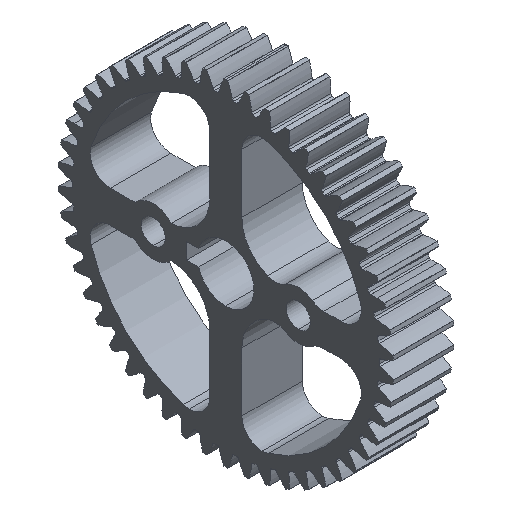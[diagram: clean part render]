
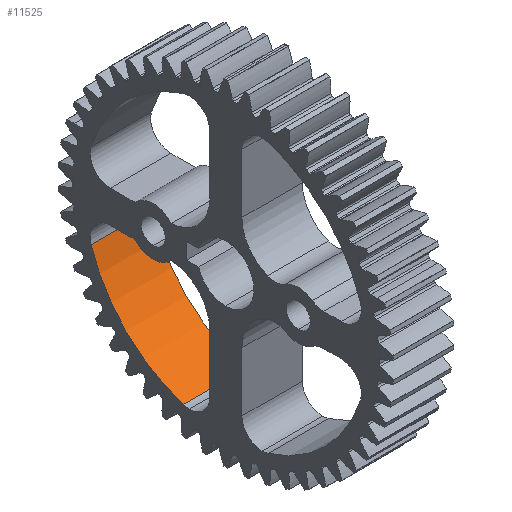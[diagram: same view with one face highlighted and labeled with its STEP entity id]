
A CAD part, isometric view. The second image highlights one B-rep face of the part: STEP entity #11525.
In plain terms, the highlighted cylindrical face has radius 17.499 mm (diameter 34.998 mm), a partial arc.
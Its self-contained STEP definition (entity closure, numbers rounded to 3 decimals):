
#189 = DIRECTION ( 'NONE',  ( 1., 0., 0. ) ) ;
#757 = VERTEX_POINT ( 'NONE', #1829 ) ;
#861 = FACE_OUTER_BOUND ( 'NONE', #5058, .T. ) ;
#1243 = ORIENTED_EDGE ( 'NONE', *, *, #5554, .T. ) ;
#1530 = AXIS2_PLACEMENT_3D ( 'NONE', #11892, #10505, #6536 ) ;
#1607 = CARTESIAN_POINT ( 'NONE',  ( 0., 5.25, -16.693 ) ) ;
#1829 = CARTESIAN_POINT ( 'NONE',  ( 0., 5.25, -16.693 ) ) ;
#2171 = DIRECTION ( 'NONE',  ( 1., 0., 0. ) ) ;
#3496 = VERTEX_POINT ( 'NONE', #15041 ) ;
#4596 = VERTEX_POINT ( 'NONE', #12965 ) ;
#4822 = ORIENTED_EDGE ( 'NONE', *, *, #15837, .T. ) ;
#4829 = CARTESIAN_POINT ( 'NONE',  ( 0., 0., 0. ) ) ;
#4835 = CIRCLE ( 'NONE', #1530, 17.499 ) ;
#5058 = EDGE_LOOP ( 'NONE', ( #17053, #4822, #1243, #7762 ) ) ;
#5404 = EDGE_CURVE ( 'NONE', #4596, #3496, #11599, .T. ) ;
#5554 = EDGE_CURVE ( 'NONE', #12850, #4596, #5689, .T. ) ;
#5567 = LINE ( 'NONE', #1607, #11993 ) ;
#5689 = CIRCLE ( 'NONE', #13714, 17.499 ) ;
#6536 = DIRECTION ( 'NONE',  ( 0., 0., -1. ) ) ;
#6769 = CARTESIAN_POINT ( 'NONE',  ( 7.5, 0., 0. ) ) ;
#7762 = ORIENTED_EDGE ( 'NONE', *, *, #5404, .T. ) ;
#9011 = CARTESIAN_POINT ( 'NONE',  ( 0., 16.693, -5.25 ) ) ;
#9088 = EDGE_CURVE ( 'NONE', #757, #3496, #4835, .T. ) ;
#9435 = DIRECTION ( 'NONE',  ( 0., 0., -1. ) ) ;
#10505 = DIRECTION ( 'NONE',  ( 1., 0., 0. ) ) ;
#11130 = AXIS2_PLACEMENT_3D ( 'NONE', #4829, #2171, #12955 ) ;
#11525 = ADVANCED_FACE ( 'NONE', ( #861 ), #16835, .F. ) ;
#11599 = LINE ( 'NONE', #9011, #15887 ) ;
#11892 = CARTESIAN_POINT ( 'NONE',  ( 0., 0., 0. ) ) ;
#11993 = VECTOR ( 'NONE', #14746, 1000. ) ;
#12850 = VERTEX_POINT ( 'NONE', #12960 ) ;
#12955 = DIRECTION ( 'NONE',  ( 0., 0., -1. ) ) ;
#12960 = CARTESIAN_POINT ( 'NONE',  ( 7.5, 5.25, -16.693 ) ) ;
#12965 = CARTESIAN_POINT ( 'NONE',  ( 7.5, 16.693, -5.25 ) ) ;
#13714 = AXIS2_PLACEMENT_3D ( 'NONE', #6769, #189, #9435 ) ;
#14293 = DIRECTION ( 'NONE',  ( -1., 0., 0. ) ) ;
#14746 = DIRECTION ( 'NONE',  ( 1., 0., 0. ) ) ;
#15041 = CARTESIAN_POINT ( 'NONE',  ( 0., 16.693, -5.25 ) ) ;
#15837 = EDGE_CURVE ( 'NONE', #757, #12850, #5567, .T. ) ;
#15887 = VECTOR ( 'NONE', #14293, 1000. ) ;
#16835 = CYLINDRICAL_SURFACE ( 'NONE', #11130, 17.499 ) ;
#17053 = ORIENTED_EDGE ( 'NONE', *, *, #9088, .F. ) ;
